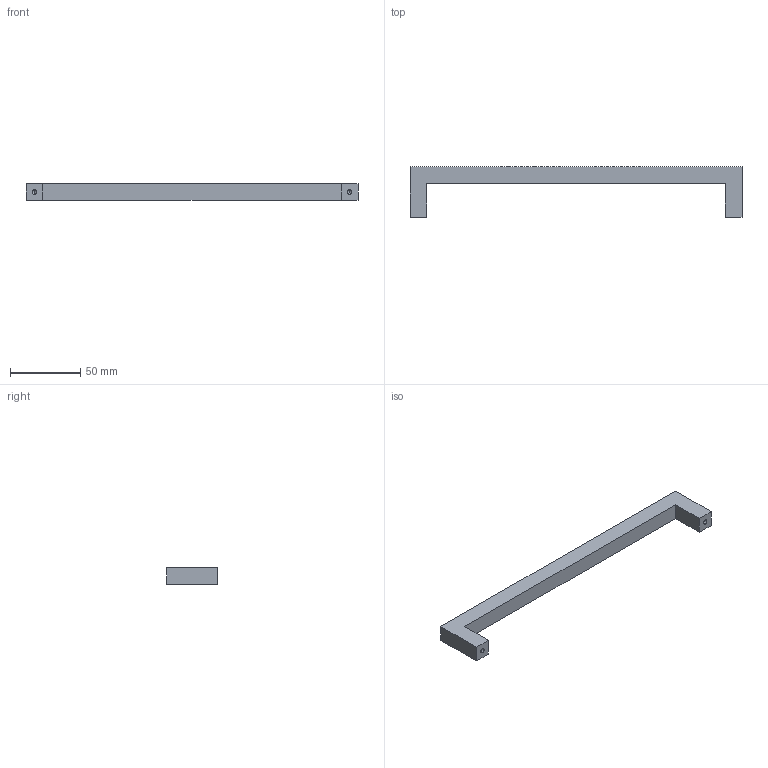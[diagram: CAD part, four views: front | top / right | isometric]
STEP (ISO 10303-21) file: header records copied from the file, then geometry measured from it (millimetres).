
FILE_DESCRIPTION (( 'STEP AP214' ), '1' );
FILE_NAME ('F002190_3D.step', '2022-07-07T08:06:23', ( '' ), ( '' ), 'SwSTEP 2.0', 'SolidWorks 2020', '' );
FILE_SCHEMA (( 'AUTOMOTIVE_DESIGN' ));
Length unit declared in the file: millimetre
Products named in the file (1): F002190_3D
Bounding box: 236 x 36 x 12 mm (x, y, z)
Volume: 40756.9 mm3; surface area: 14084.6 mm2
Topology: 1 solids, 1 shells, 18 faces, 44 edges, 26 vertices
Faces by surface type: plane 10, cylinder 4, cone 4
Entity records: 574 total; most frequent: DIRECTION 86, CARTESIAN_POINT 85, ORIENTED_EDGE 80, EDGE_CURVE 40, VECTOR 32, LINE 32, AXIS2_PLACEMENT_3D 27, VERTEX_POINT 26
